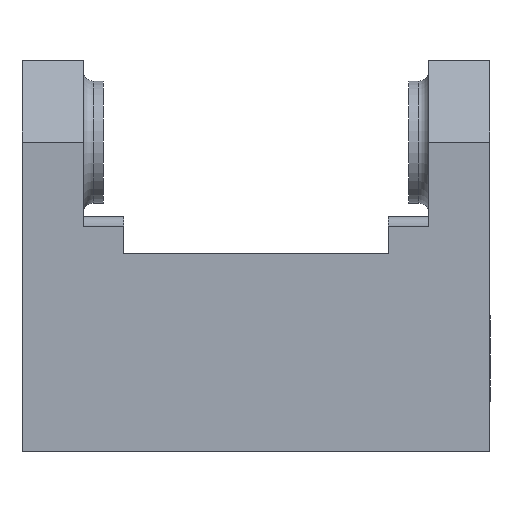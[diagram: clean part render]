
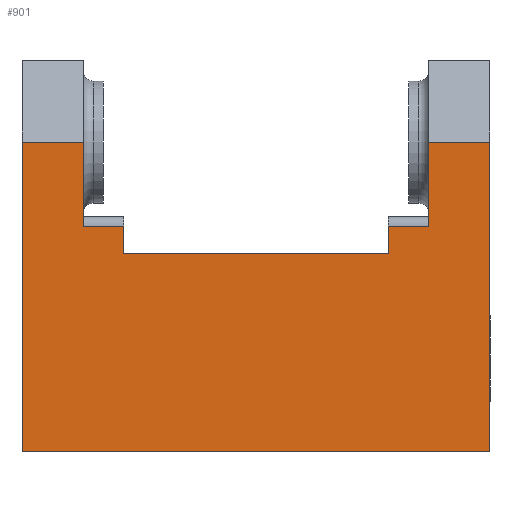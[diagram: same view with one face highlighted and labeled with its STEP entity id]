
A CAD part, front view. The second image highlights one B-rep face of the part: STEP entity #901.
In plain terms, the highlighted planar face has unit normal (0, -1, 0).
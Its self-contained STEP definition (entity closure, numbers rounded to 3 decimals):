
#42=LINE('',#1322,#129);
#51=LINE('',#1360,#138);
#63=LINE('',#1402,#150);
#69=LINE('',#1415,#156);
#81=LINE('',#1450,#168);
#90=LINE('',#1467,#177);
#91=LINE('',#1469,#178);
#92=LINE('',#1471,#179);
#93=LINE('',#1473,#180);
#94=LINE('',#1475,#181);
#95=LINE('',#1476,#182);
#96=LINE('',#1477,#183);
#129=VECTOR('',#1052,1.);
#138=VECTOR('',#1087,1.);
#150=VECTOR('',#1125,1.);
#156=VECTOR('',#1135,10.);
#168=VECTOR('',#1163,1.);
#177=VECTOR('',#1188,1.);
#178=VECTOR('',#1189,1.);
#179=VECTOR('',#1190,1.);
#180=VECTOR('',#1191,1.);
#181=VECTOR('',#1192,1.);
#182=VECTOR('',#1193,1.);
#183=VECTOR('',#1194,1.);
#226=PLANE('',#995);
#264=FACE_OUTER_BOUND('',#317,.T.);
#317=EDGE_LOOP('',(#731,#732,#733,#734,#735,#736,#737,#738,#739,#740,#741,
#742));
#392=VERTEX_POINT('',#1319);
#393=VERTEX_POINT('',#1321);
#402=VERTEX_POINT('',#1345);
#409=VERTEX_POINT('',#1358);
#425=VERTEX_POINT('',#1399);
#426=VERTEX_POINT('',#1401);
#431=VERTEX_POINT('',#1413);
#446=VERTEX_POINT('',#1448);
#447=VERTEX_POINT('',#1468);
#448=VERTEX_POINT('',#1470);
#449=VERTEX_POINT('',#1472);
#450=VERTEX_POINT('',#1474);
#482=EDGE_CURVE('',#393,#392,#42,.F.);
#501=EDGE_CURVE('',#402,#409,#51,.F.);
#521=EDGE_CURVE('',#425,#426,#63,.T.);
#528=EDGE_CURVE('',#431,#425,#69,.T.);
#546=EDGE_CURVE('',#446,#431,#81,.T.);
#555=EDGE_CURVE('',#446,#402,#90,.T.);
#556=EDGE_CURVE('',#409,#447,#91,.F.);
#557=EDGE_CURVE('',#448,#447,#92,.T.);
#558=EDGE_CURVE('',#449,#448,#93,.T.);
#559=EDGE_CURVE('',#450,#449,#94,.T.);
#560=EDGE_CURVE('',#450,#393,#95,.F.);
#561=EDGE_CURVE('',#392,#426,#96,.T.);
#731=ORIENTED_EDGE('',*,*,#555,.T.);
#732=ORIENTED_EDGE('',*,*,#501,.T.);
#733=ORIENTED_EDGE('',*,*,#556,.T.);
#734=ORIENTED_EDGE('',*,*,#557,.F.);
#735=ORIENTED_EDGE('',*,*,#558,.F.);
#736=ORIENTED_EDGE('',*,*,#559,.F.);
#737=ORIENTED_EDGE('',*,*,#560,.T.);
#738=ORIENTED_EDGE('',*,*,#482,.T.);
#739=ORIENTED_EDGE('',*,*,#561,.T.);
#740=ORIENTED_EDGE('',*,*,#521,.F.);
#741=ORIENTED_EDGE('',*,*,#528,.F.);
#742=ORIENTED_EDGE('',*,*,#546,.F.);
#901=ADVANCED_FACE('',(#264),#226,.F.);
#995=AXIS2_PLACEMENT_3D('',#1466,#1186,#1187);
#1052=DIRECTION('',(0.,0.,-1.));
#1087=DIRECTION('',(0.,0.,1.));
#1125=DIRECTION('',(0.,0.,1.));
#1135=DIRECTION('',(-1.,0.,0.));
#1163=DIRECTION('',(0.,0.,-1.));
#1186=DIRECTION('center_axis',(0.,1.,0.));
#1187=DIRECTION('ref_axis',(-1.,0.,0.));
#1188=DIRECTION('',(-1.,0.,0.));
#1189=DIRECTION('',(1.,0.,0.));
#1190=DIRECTION('',(0.,0.,1.));
#1191=DIRECTION('',(1.,0.,0.));
#1192=DIRECTION('',(0.,0.,-1.));
#1193=DIRECTION('',(1.,0.,0.));
#1194=DIRECTION('',(-1.,0.,0.));
#1319=CARTESIAN_POINT('',(-20.,0.,12.));
#1321=CARTESIAN_POINT('',(-20.,0.,7.854));
#1322=CARTESIAN_POINT('',(-20.,0.,12.));
#1345=CARTESIAN_POINT('',(-3.,0.,12.));
#1358=CARTESIAN_POINT('',(-3.,0.,7.854));
#1360=CARTESIAN_POINT('',(-3.,0.,7.854));
#1399=CARTESIAN_POINT('',(-23.,0.,-3.2));
#1401=CARTESIAN_POINT('',(-23.,0.,12.));
#1402=CARTESIAN_POINT('',(-23.,0.,0.));
#1413=CARTESIAN_POINT('',(0.,0.,-3.2));
#1415=CARTESIAN_POINT('',(0.,0.,-3.2));
#1448=CARTESIAN_POINT('',(0.,0.,12.));
#1450=CARTESIAN_POINT('',(0.,0.,12.));
#1466=CARTESIAN_POINT('Origin',(0.,0.,0.));
#1467=CARTESIAN_POINT('',(0.,0.,12.));
#1468=CARTESIAN_POINT('',(-5.,0.,7.854));
#1469=CARTESIAN_POINT('',(-5.,0.,7.854));
#1470=CARTESIAN_POINT('',(-5.,0.,6.5));
#1471=CARTESIAN_POINT('',(-5.,0.,6.5));
#1472=CARTESIAN_POINT('',(-18.,0.,6.5));
#1473=CARTESIAN_POINT('',(-18.,0.,6.5));
#1474=CARTESIAN_POINT('',(-18.,0.,7.854));
#1475=CARTESIAN_POINT('',(-18.,0.,7.854));
#1476=CARTESIAN_POINT('',(-20.,0.,7.854));
#1477=CARTESIAN_POINT('',(-20.,0.,12.));
